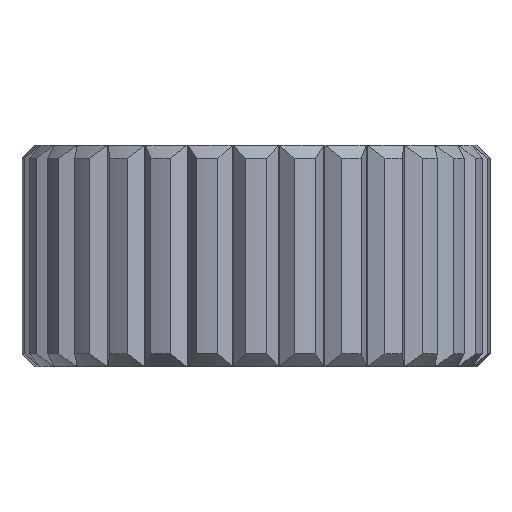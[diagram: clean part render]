
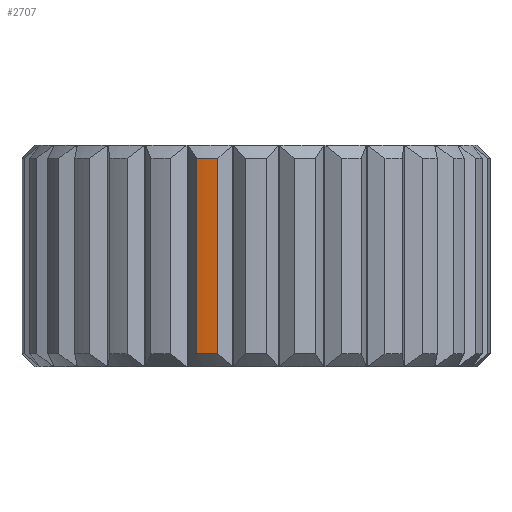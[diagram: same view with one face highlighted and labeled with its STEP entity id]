
A CAD part, left-side view. The second image highlights one B-rep face of the part: STEP entity #2707.
In plain terms, the highlighted cylindrical face has radius 18 mm (diameter 36 mm), a partial arc.
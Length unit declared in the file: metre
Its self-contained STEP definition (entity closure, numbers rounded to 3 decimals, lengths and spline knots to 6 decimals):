
#204=CYLINDRICAL_SURFACE('',#2986,0.018);
#277=LINE('',#4440,#403);
#280=LINE('',#4458,#406);
#403=VECTOR('',#3487,1.);
#406=VECTOR('',#3498,1.);
#688=ORIENTED_EDGE('',*,*,#1498,.T.);
#689=ORIENTED_EDGE('',*,*,#1499,.F.);
#690=ORIENTED_EDGE('',*,*,#1492,.T.);
#691=ORIENTED_EDGE('',*,*,#1500,.T.);
#1492=EDGE_CURVE('',#1896,#1895,#277,.T.);
#1498=EDGE_CURVE('',#1899,#1900,#280,.F.);
#1499=EDGE_CURVE('',#1896,#1900,#2125,.F.);
#1500=EDGE_CURVE('',#1895,#1899,#2126,.F.);
#1895=VERTEX_POINT('',#4439);
#1896=VERTEX_POINT('',#4441);
#1899=VERTEX_POINT('',#4459);
#1900=VERTEX_POINT('',#4460);
#2125=CIRCLE('',#2987,0.018);
#2126=CIRCLE('',#2988,0.018);
#2263=EDGE_LOOP('',(#688,#689,#690,#691));
#2453=FACE_BOUND('',#2263,.T.);
#2707=ADVANCED_FACE('',(#2453),#204,.T.);
#2986=AXIS2_PLACEMENT_3D('',#4457,#3496,#3497);
#2987=AXIS2_PLACEMENT_3D('',#4461,#3499,#3500);
#2988=AXIS2_PLACEMENT_3D('',#4462,#3501,#3502);
#3487=DIRECTION('',(0.,0.,-1.));
#3496=DIRECTION('',(0.,0.,-1.));
#3497=DIRECTION('',(0.,1.,0.));
#3498=DIRECTION('',(0.,0.,-1.));
#3499=DIRECTION('',(0.,0.,-1.));
#3500=DIRECTION('',(0.,1.,0.));
#3501=DIRECTION('',(0.,0.,-1.));
#3502=DIRECTION('',(0.,1.,0.));
#4439=CARTESIAN_POINT('',(0.146668,0.072372,0.0135));
#4440=CARTESIAN_POINT('',(0.146668,0.072372,0.021));
#4441=CARTESIAN_POINT('',(0.146668,0.072372,0.0285));
#4457=CARTESIAN_POINT('',(0.164082,0.067817,0.021));
#4458=CARTESIAN_POINT('',(0.146321,0.070739,0.021));
#4459=CARTESIAN_POINT('',(0.146321,0.070739,0.0135));
#4460=CARTESIAN_POINT('',(0.146321,0.070739,0.0285));
#4461=CARTESIAN_POINT('',(0.164082,0.067817,0.0285));
#4462=CARTESIAN_POINT('',(0.164082,0.067817,0.0135));
